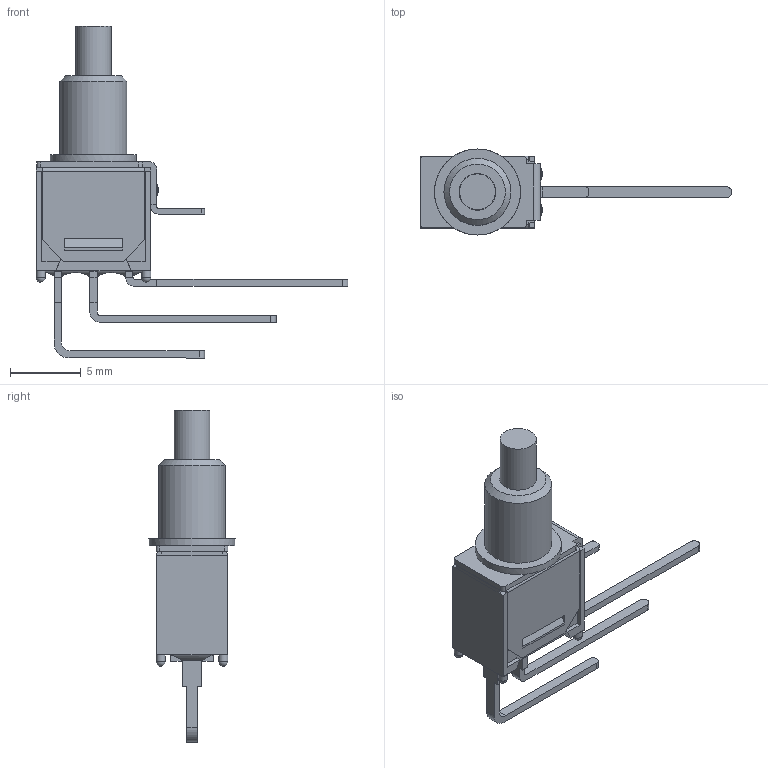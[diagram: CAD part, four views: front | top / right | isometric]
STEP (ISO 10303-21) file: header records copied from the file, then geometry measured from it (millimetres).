
FILE_DESCRIPTION(/* description */ (''),/* implementation_level */ '2;1');
FILE_NAME(/* name */ '800SPxB7M7xE.stp',/* time_stamp */ '2025-05-16T11:02:42-05:00',/* author */ ('mroman'),/* organization */ (''),/* preprocessor_version */ 'ST-DEVELOPER v18.1',/* originating_system */ 'Autodesk Inventor 2022',/* authorisation */ '');
FILE_SCHEMA (('AUTOMOTIVE_DESIGN { 1 0 10303 214 3 1 1 }'));
Length unit declared in the file: centimetre
Products named in the file (1): 800SPxB7M7xE
Bounding box: 22.1 x 6.1 x 23.54 mm (x, y, z)
Volume: 316.4 mm3; surface area: 996.7 mm2
Topology: 2 solids, 3 shells, 192 faces, 520 edges, 331 vertices
Faces by surface type: plane 149, cylinder 34, sphere 4, cone 3, bspline 2
Full cylindrical faces by diameter (mm): 0.65 x4, 2.54 x1, 2.6 x1, 4.75 x1, 6.1 x1
Entity records: 6083 total; most frequent: CARTESIAN_POINT 1180, ORIENTED_EDGE 1032, DIRECTION 981, EDGE_CURVE 516, LINE 417, VECTOR 417, VERTEX_POINT 331, AXIS2_PLACEMENT_3D 282
